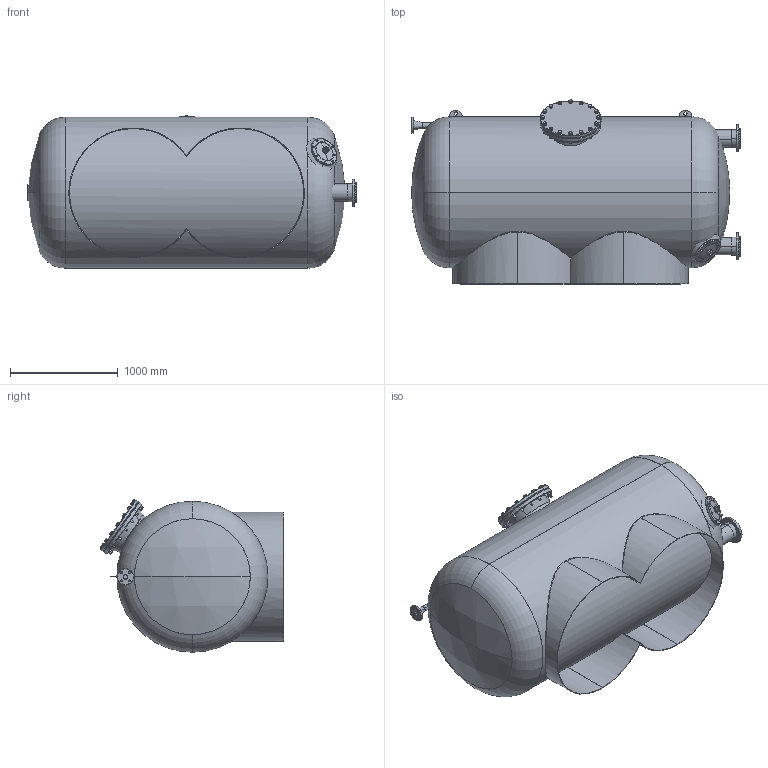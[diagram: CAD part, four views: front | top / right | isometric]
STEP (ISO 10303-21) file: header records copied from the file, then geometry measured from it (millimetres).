
FILE_DESCRIPTION (( 'STEP AP214' ), '1' );
FILE_NAME ('Horizont_1400.STEP', '2020-09-07T13:22:25', ( '' ), ( '' ), 'SwSTEP 2.0', 'SolidWorks 2019', '' );
FILE_SCHEMA (( 'AUTOMOTIVE_DESIGN' ));
Length unit declared in the file: millimetre
Products named in the file (1): Horizont_1400
Bounding box: 3050 x 1706.02 x 1413.23 mm (x, y, z)
Volume: 45320437.1 mm3; surface area: 34774098 mm2
Topology: 50 solids, 50 shells, 813 faces, 1832 edges, 1158 vertices
Faces by surface type: cylinder 348, plane 242, cone 170, bspline 24, torus 21, sphere 8
Entity records: 37678 total; most frequent: CARTESIAN_POINT 9476, DIRECTION 4072, ORIENTED_EDGE 3656, EDGE_CURVE 1828, AXIS2_PLACEMENT_3D 1718, VERTEX_POINT 1158, EDGE_LOOP 1046, CIRCLE 928
